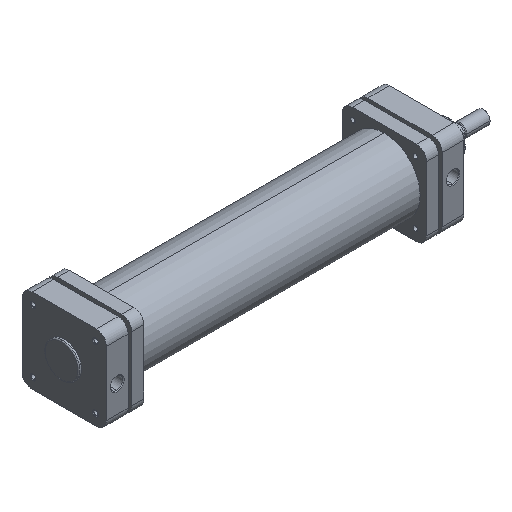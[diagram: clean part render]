
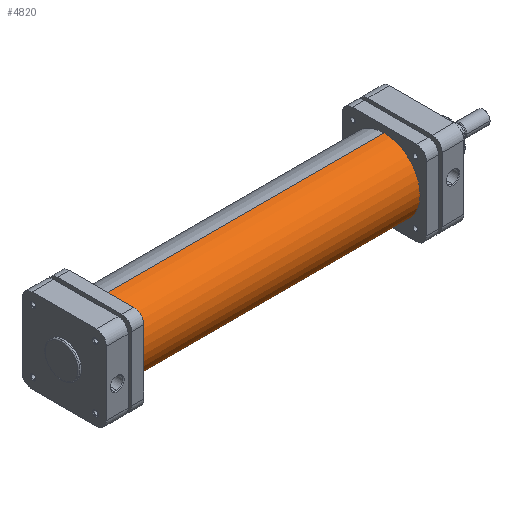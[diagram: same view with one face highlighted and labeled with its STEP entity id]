
A CAD part, isometric view. The second image highlights one B-rep face of the part: STEP entity #4820.
In plain terms, the highlighted cylindrical face has radius 53.5 mm (diameter 107 mm), a partial arc.
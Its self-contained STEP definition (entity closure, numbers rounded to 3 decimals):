
#113 = ORIENTED_EDGE ( 'NONE', *, *, #1088, .F. ) ;
#125 = ORIENTED_EDGE ( 'NONE', *, *, #1091, .F. ) ;
#621 = ORIENTED_EDGE ( 'NONE', *, *, #1090, .T. ) ;
#622 = ORIENTED_EDGE ( 'NONE', *, *, #1093, .T. ) ;
#935 = EDGE_LOOP ( 'NONE', ( #113, #125, #621, #622 ) ) ;
#1088 = EDGE_CURVE ( 'NONE', #4912, #4911, #1926, .T. ) ;
#1090 = EDGE_CURVE ( 'NONE', #4913, #4910, #1928, .T. ) ;
#1091 = EDGE_CURVE ( 'NONE', #4913, #4912, #1931, .T. ) ;
#1093 = EDGE_CURVE ( 'NONE', #4910, #4911, #1934, .T. ) ;
#1186 = AXIS2_PLACEMENT_3D ( 'NONE', #2877, #2879, #2880 ) ;
#1190 = AXIS2_PLACEMENT_3D ( 'NONE', #2878, #2885, #2886 ) ;
#1502 = AXIS2_PLACEMENT_3D ( 'NONE', #4146, #4145, #4144 ) ;
#1917 = VECTOR ( 'NONE', #2876, 1000. ) ;
#1924 = VECTOR ( 'NONE', #2872, 1000. ) ;
#1926 = LINE ( 'NONE', #2865, #1924 ) ;
#1928 = LINE ( 'NONE', #2868, #1917 ) ;
#1931 = CIRCLE ( 'NONE', #1186, 53.5 ) ;
#1934 = CIRCLE ( 'NONE', #1190, 53.5 ) ;
#2865 = CARTESIAN_POINT ( 'NONE',  ( 53.5, 0., 469. ) ) ;
#2868 = CARTESIAN_POINT ( 'NONE',  ( -53.5, 0., 469. ) ) ;
#2872 = DIRECTION ( 'NONE',  ( 0., 0., -1. ) ) ;
#2876 = DIRECTION ( 'NONE',  ( 0., 0., -1. ) ) ;
#2877 = CARTESIAN_POINT ( 'NONE',  ( 0., 0., 469. ) ) ;
#2878 = CARTESIAN_POINT ( 'NONE',  ( 0., 0., 0. ) ) ;
#2879 = DIRECTION ( 'NONE',  ( 0., 0., 1. ) ) ;
#2880 = DIRECTION ( 'NONE',  ( 1., 0., 0. ) ) ;
#2885 = DIRECTION ( 'NONE',  ( 0., 0., 1. ) ) ;
#2886 = DIRECTION ( 'NONE',  ( 1., 0., 0. ) ) ;
#4144 = DIRECTION ( 'NONE',  ( -1., 0., 0. ) ) ;
#4145 = DIRECTION ( 'NONE',  ( 0., 0., -1. ) ) ;
#4146 = CARTESIAN_POINT ( 'NONE',  ( 0., 0., 469. ) ) ;
#4209 = CARTESIAN_POINT ( 'NONE',  ( -53.5, 0., 0. ) ) ;
#4210 = CARTESIAN_POINT ( 'NONE',  ( 53.5, 0., 0. ) ) ;
#4211 = CARTESIAN_POINT ( 'NONE',  ( 53.5, 0., 469. ) ) ;
#4212 = CARTESIAN_POINT ( 'NONE',  ( -53.5, 0., 469. ) ) ;
#4555 = FACE_OUTER_BOUND ( 'NONE', #935, .T. ) ;
#4556 = CYLINDRICAL_SURFACE ( 'NONE', #1502, 53.5 ) ;
#4820 = ADVANCED_FACE ( 'NONE', ( #4555 ), #4556, .T. ) ;
#4910 = VERTEX_POINT ( 'NONE', #4209 ) ;
#4911 = VERTEX_POINT ( 'NONE', #4210 ) ;
#4912 = VERTEX_POINT ( 'NONE', #4211 ) ;
#4913 = VERTEX_POINT ( 'NONE', #4212 ) ;
